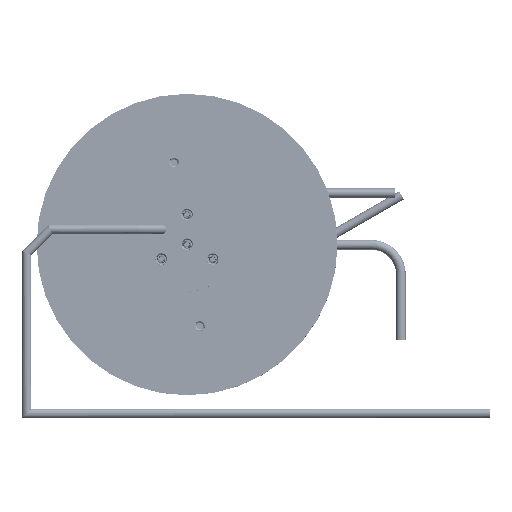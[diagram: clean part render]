
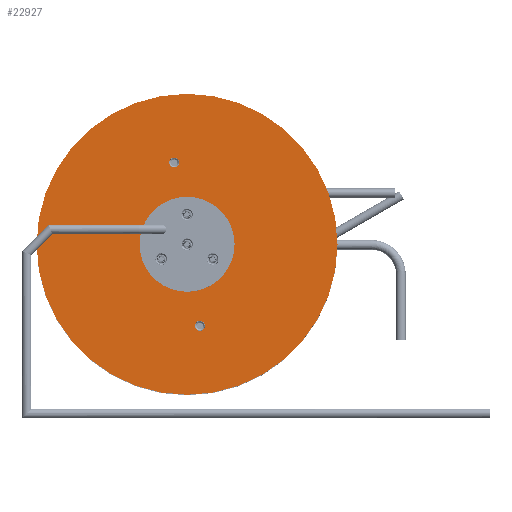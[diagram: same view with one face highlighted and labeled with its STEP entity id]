
A CAD part, top view. The second image highlights one B-rep face of the part: STEP entity #22927.
In plain terms, the highlighted planar face has unit normal (0, 0, 1).
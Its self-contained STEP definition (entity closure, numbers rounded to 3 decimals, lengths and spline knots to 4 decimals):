
#2952=PLANE('',#29430);
#7122=ORIENTED_EDGE('',*,*,#9367,.F.);
#7123=ORIENTED_EDGE('',*,*,#9365,.F.);
#7124=ORIENTED_EDGE('',*,*,#9363,.T.);
#7125=ORIENTED_EDGE('',*,*,#9361,.F.);
#7126=ORIENTED_EDGE('',*,*,#9359,.F.);
#7127=ORIENTED_EDGE('',*,*,#9357,.F.);
#7128=ORIENTED_EDGE('',*,*,#9355,.F.);
#7129=ORIENTED_EDGE('',*,*,#9369,.F.);
#9355=EDGE_CURVE('',#11370,#11370,#13144,.T.);
#9357=EDGE_CURVE('',#11372,#11372,#13146,.T.);
#9359=EDGE_CURVE('',#11374,#11374,#13148,.T.);
#9361=EDGE_CURVE('',#11376,#11376,#13150,.T.);
#9363=EDGE_CURVE('',#11378,#11378,#13152,.T.);
#9365=EDGE_CURVE('',#11380,#11380,#13154,.T.);
#9367=EDGE_CURVE('',#11382,#11382,#13156,.T.);
#9369=EDGE_CURVE('',#11384,#11384,#13158,.T.);
#11370=VERTEX_POINT('',#53377);
#11372=VERTEX_POINT('',#53382);
#11374=VERTEX_POINT('',#53387);
#11376=VERTEX_POINT('',#53392);
#11378=VERTEX_POINT('',#53397);
#11380=VERTEX_POINT('',#53402);
#11382=VERTEX_POINT('',#53407);
#11384=VERTEX_POINT('',#53412);
#13144=CIRCLE('',#29407,0.0377);
#13146=CIRCLE('',#29410,0.0377);
#13148=CIRCLE('',#29413,0.0377);
#13150=CIRCLE('',#29416,0.0377);
#13152=CIRCLE('',#29419,0.9652);
#13154=CIRCLE('',#29422,0.0312);
#13156=CIRCLE('',#29425,0.0312);
#13158=CIRCLE('',#29428,0.0302);
#16774=EDGE_LOOP('',(#7122));
#16775=EDGE_LOOP('',(#7123));
#16776=EDGE_LOOP('',(#7124));
#16777=EDGE_LOOP('',(#7125));
#16778=EDGE_LOOP('',(#7126));
#16779=EDGE_LOOP('',(#7127));
#16780=EDGE_LOOP('',(#7128));
#16781=EDGE_LOOP('',(#7129));
#20496=FACE_BOUND('',#16774,.T.);
#20497=FACE_BOUND('',#16775,.T.);
#20498=FACE_BOUND('',#16776,.T.);
#20499=FACE_BOUND('',#16777,.T.);
#20500=FACE_BOUND('',#16778,.T.);
#20501=FACE_BOUND('',#16779,.T.);
#20502=FACE_BOUND('',#16780,.T.);
#20503=FACE_BOUND('',#16781,.T.);
#22927=ADVANCED_FACE('',(#20496,#20497,#20498,#20499,#20500,#20501,#20502,
#20503),#2952,.T.);
#29407=AXIS2_PLACEMENT_3D('',#53376,#36392,#36393);
#29410=AXIS2_PLACEMENT_3D('',#53381,#36398,#36399);
#29413=AXIS2_PLACEMENT_3D('',#53386,#36404,#36405);
#29416=AXIS2_PLACEMENT_3D('',#53391,#36410,#36411);
#29419=AXIS2_PLACEMENT_3D('',#53396,#36416,#36417);
#29422=AXIS2_PLACEMENT_3D('',#53401,#36422,#36423);
#29425=AXIS2_PLACEMENT_3D('',#53406,#36428,#36429);
#29428=AXIS2_PLACEMENT_3D('',#53411,#36434,#36435);
#29430=AXIS2_PLACEMENT_3D('',#53415,#36438,#36439);
#36392=DIRECTION('',(0.,0.,1.));
#36393=DIRECTION('',(1.,0.,0.));
#36398=DIRECTION('',(0.,0.,1.));
#36399=DIRECTION('',(1.,0.,0.));
#36404=DIRECTION('',(0.,0.,1.));
#36405=DIRECTION('',(1.,0.,0.));
#36410=DIRECTION('',(0.,0.,1.));
#36411=DIRECTION('',(1.,0.,0.));
#36416=DIRECTION('',(0.,0.,1.));
#36417=DIRECTION('',(1.,0.,0.));
#36422=DIRECTION('',(0.,0.,1.));
#36423=DIRECTION('',(1.,0.,0.));
#36428=DIRECTION('',(0.,0.,1.));
#36429=DIRECTION('',(1.,0.,0.));
#36434=DIRECTION('',(0.,0.,1.));
#36435=DIRECTION('',(1.,0.,0.));
#36438=DIRECTION('',(0.,0.,1.));
#36439=DIRECTION('',(1.,0.,0.));
#53376=CARTESIAN_POINT('',(0.,0.,0.0508));
#53377=CARTESIAN_POINT('',(0.0377,0.,0.0508));
#53381=CARTESIAN_POINT('',(-0.165,-0.0953,0.0508));
#53382=CARTESIAN_POINT('',(-0.1273,-0.0953,0.0508));
#53386=CARTESIAN_POINT('',(0.,0.1905,0.0508));
#53387=CARTESIAN_POINT('',(0.0377,0.1905,0.0508));
#53391=CARTESIAN_POINT('',(0.165,-0.0953,0.0508));
#53392=CARTESIAN_POINT('',(0.2027,-0.0953,0.0508));
#53396=CARTESIAN_POINT('',(0.,0.,0.0508));
#53397=CARTESIAN_POINT('',(0.9652,0.,0.0508));
#53401=CARTESIAN_POINT('',(-0.0825,0.5239,0.0508));
#53402=CARTESIAN_POINT('',(-0.0512,0.5239,0.0508));
#53406=CARTESIAN_POINT('',(0.0825,-0.5239,0.0508));
#53407=CARTESIAN_POINT('',(0.1137,-0.5239,0.0508));
#53411=CARTESIAN_POINT('',(-0.165,0.0953,0.0508));
#53412=CARTESIAN_POINT('',(-0.1348,0.0953,0.0508));
#53415=CARTESIAN_POINT('',(0.,0.,0.0508));
